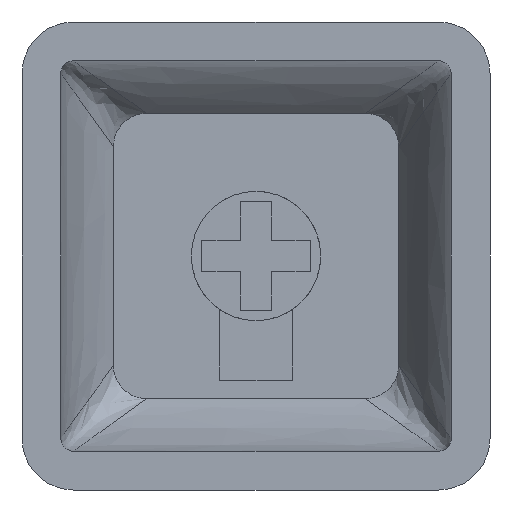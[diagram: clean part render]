
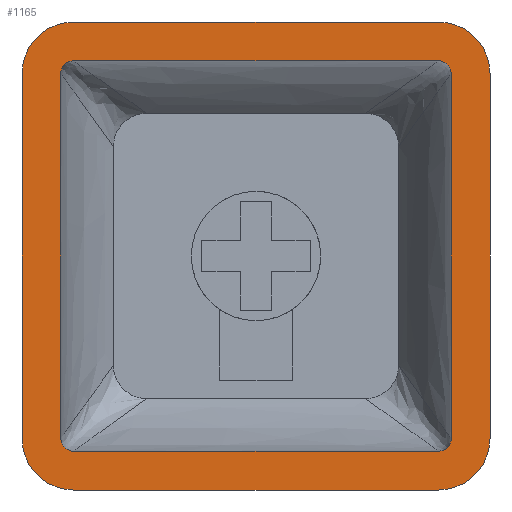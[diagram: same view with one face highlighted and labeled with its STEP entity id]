
A CAD part, front view. The second image highlights one B-rep face of the part: STEP entity #1165.
In plain terms, the highlighted planar face has unit normal (0, -1, 0).
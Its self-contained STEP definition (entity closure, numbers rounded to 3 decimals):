
#18=CIRCLE('',#1237,2.);
#19=CIRCLE('',#1238,2.);
#20=CIRCLE('',#1239,2.);
#21=CIRCLE('',#1240,2.);
#47=FACE_BOUND('',#170,.T.);
#60=B_SPLINE_CURVE_WITH_KNOTS('',3,(#1770,#1771,#1772,#1773,#1774,#1775,
#1776,#1777,#1778,#1779),.UNSPECIFIED.,.F.,.F.,(4,1,1,1,1,1,1,4),(0.,
0.143,0.286,0.429,0.571,
0.714,0.857,1.),.UNSPECIFIED.);
#63=B_SPLINE_CURVE_WITH_KNOTS('',3,(#1819,#1820,#1821,#1822,#1823,#1824,
#1825),.UNSPECIFIED.,.F.,.F.,(4,1,1,1,4),(0.,0.286,0.571,
0.857,1.),.UNSPECIFIED.);
#65=B_SPLINE_CURVE_WITH_KNOTS('',3,(#1887,#1888,#1889,#1890,#1891,#1892,
#1893,#1894,#1895),.UNSPECIFIED.,.F.,.F.,(4,1,1,1,1,1,4),(0.,
0.214,0.429,0.571,0.714,
0.857,1.),.UNSPECIFIED.);
#67=B_SPLINE_CURVE_WITH_KNOTS('',3,(#1929,#1930,#1931,#1932,#1933,#1934,
#1935),.UNSPECIFIED.,.F.,.F.,(4,1,1,1,4),(0.,0.286,0.571,
0.857,1.),.UNSPECIFIED.);
#69=B_SPLINE_CURVE_WITH_KNOTS('',3,(#2003,#2004,#2005,#2006,#2007,#2008,
#2009,#2010,#2011,#2012),.UNSPECIFIED.,.F.,.F.,(4,1,1,1,1,1,1,4),(0.,
0.143,0.286,0.429,0.571,
0.714,0.857,1.),.UNSPECIFIED.);
#71=B_SPLINE_CURVE_WITH_KNOTS('',3,(#2046,#2047,#2048,#2049,#2050,#2051,
#2052),.UNSPECIFIED.,.F.,.F.,(4,1,1,1,4),(0.,0.286,0.571,
0.857,1.),.UNSPECIFIED.);
#73=B_SPLINE_CURVE_WITH_KNOTS('',3,(#2114,#2115,#2116,#2117,#2118,#2119,
#2120,#2121,#2122),.UNSPECIFIED.,.F.,.F.,(4,1,1,1,1,1,4),(0.,
0.214,0.429,0.571,0.714,
0.857,1.),.UNSPECIFIED.);
#74=B_SPLINE_CURVE_WITH_KNOTS('',3,(#2151,#2152,#2153,#2154,#2155,#2156,
#2157),.UNSPECIFIED.,.F.,.F.,(4,1,1,1,4),(0.,0.286,0.571,
0.857,1.),.UNSPECIFIED.);
#104=FACE_OUTER_BOUND('',#169,.T.);
#169=EDGE_LOOP('',(#855,#856,#857,#858,#859,#860,#861,#862));
#170=EDGE_LOOP('',(#863,#864,#865,#866,#867,#868,#869,#870));
#252=LINE('',#2163,#379);
#253=LINE('',#2167,#380);
#254=LINE('',#2171,#381);
#255=LINE('',#2174,#382);
#379=VECTOR('',#1351,10.);
#380=VECTOR('',#1354,10.);
#381=VECTOR('',#1357,10.);
#382=VECTOR('',#1360,10.);
#502=VERTEX_POINT('',#1762);
#503=VERTEX_POINT('',#1769);
#504=VERTEX_POINT('',#1814);
#505=VERTEX_POINT('',#1880);
#506=VERTEX_POINT('',#1924);
#507=VERTEX_POINT('',#1996);
#508=VERTEX_POINT('',#2041);
#509=VERTEX_POINT('',#2107);
#510=VERTEX_POINT('',#2159);
#511=VERTEX_POINT('',#2160);
#512=VERTEX_POINT('',#2162);
#513=VERTEX_POINT('',#2164);
#514=VERTEX_POINT('',#2166);
#515=VERTEX_POINT('',#2168);
#516=VERTEX_POINT('',#2170);
#517=VERTEX_POINT('',#2172);
#629=EDGE_CURVE('',#503,#502,#60,.T.);
#632=EDGE_CURVE('',#502,#504,#63,.T.);
#634=EDGE_CURVE('',#504,#505,#65,.T.);
#636=EDGE_CURVE('',#505,#506,#67,.T.);
#638=EDGE_CURVE('',#506,#507,#69,.T.);
#640=EDGE_CURVE('',#507,#508,#71,.T.);
#642=EDGE_CURVE('',#508,#509,#73,.T.);
#643=EDGE_CURVE('',#509,#503,#74,.T.);
#644=EDGE_CURVE('',#510,#511,#18,.T.);
#645=EDGE_CURVE('',#512,#510,#252,.T.);
#646=EDGE_CURVE('',#513,#512,#19,.T.);
#647=EDGE_CURVE('',#514,#513,#253,.T.);
#648=EDGE_CURVE('',#515,#514,#20,.T.);
#649=EDGE_CURVE('',#516,#515,#254,.T.);
#650=EDGE_CURVE('',#517,#516,#21,.T.);
#651=EDGE_CURVE('',#511,#517,#255,.T.);
#855=ORIENTED_EDGE('',*,*,#644,.F.);
#856=ORIENTED_EDGE('',*,*,#645,.F.);
#857=ORIENTED_EDGE('',*,*,#646,.F.);
#858=ORIENTED_EDGE('',*,*,#647,.F.);
#859=ORIENTED_EDGE('',*,*,#648,.F.);
#860=ORIENTED_EDGE('',*,*,#649,.F.);
#861=ORIENTED_EDGE('',*,*,#650,.F.);
#862=ORIENTED_EDGE('',*,*,#651,.F.);
#863=ORIENTED_EDGE('',*,*,#629,.T.);
#864=ORIENTED_EDGE('',*,*,#632,.T.);
#865=ORIENTED_EDGE('',*,*,#634,.T.);
#866=ORIENTED_EDGE('',*,*,#636,.T.);
#867=ORIENTED_EDGE('',*,*,#638,.T.);
#868=ORIENTED_EDGE('',*,*,#640,.T.);
#869=ORIENTED_EDGE('',*,*,#642,.T.);
#870=ORIENTED_EDGE('',*,*,#643,.T.);
#1110=PLANE('',#1236);
#1165=ADVANCED_FACE('',(#104,#47),#1110,.F.);
#1236=AXIS2_PLACEMENT_3D('',#2158,#1347,#1348);
#1237=AXIS2_PLACEMENT_3D('',#2161,#1349,#1350);
#1238=AXIS2_PLACEMENT_3D('',#2165,#1352,#1353);
#1239=AXIS2_PLACEMENT_3D('',#2169,#1355,#1356);
#1240=AXIS2_PLACEMENT_3D('',#2173,#1358,#1359);
#1347=DIRECTION('center_axis',(0.,1.,0.));
#1348=DIRECTION('ref_axis',(0.,0.,1.));
#1349=DIRECTION('center_axis',(0.,1.,0.));
#1350=DIRECTION('ref_axis',(0.,0.,1.));
#1351=DIRECTION('',(1.,0.,0.));
#1352=DIRECTION('center_axis',(0.,1.,0.));
#1353=DIRECTION('ref_axis',(-1.,0.,0.));
#1354=DIRECTION('',(0.,0.,1.));
#1355=DIRECTION('center_axis',(0.,1.,0.));
#1356=DIRECTION('ref_axis',(0.,0.,-1.));
#1357=DIRECTION('',(-1.,0.,0.));
#1358=DIRECTION('center_axis',(0.,1.,0.));
#1359=DIRECTION('ref_axis',(1.,0.,0.));
#1360=DIRECTION('',(0.,0.,-1.));
#1762=CARTESIAN_POINT('',(16.6,0.,16.1));
#1769=CARTESIAN_POINT('',(16.1,0.,16.6));
#1770=CARTESIAN_POINT('Ctrl Pts',(16.1,0.,16.6));
#1771=CARTESIAN_POINT('Ctrl Pts',(16.137,0.,16.6));
#1772=CARTESIAN_POINT('Ctrl Pts',(16.212,0.,16.592));
#1773=CARTESIAN_POINT('Ctrl Pts',(16.319,0.,16.554));
#1774=CARTESIAN_POINT('Ctrl Pts',(16.414,0.,16.494));
#1775=CARTESIAN_POINT('Ctrl Pts',(16.494,0.,16.414));
#1776=CARTESIAN_POINT('Ctrl Pts',(16.554,0.,16.319));
#1777=CARTESIAN_POINT('Ctrl Pts',(16.592,0.,16.212));
#1778=CARTESIAN_POINT('Ctrl Pts',(16.6,0.,16.137));
#1779=CARTESIAN_POINT('Ctrl Pts',(16.6,0.,16.1));
#1814=CARTESIAN_POINT('',(16.6,0.,2.));
#1819=CARTESIAN_POINT('Ctrl Pts',(16.6,0.,16.1));
#1820=CARTESIAN_POINT('Ctrl Pts',(16.6,0.,15.801));
#1821=CARTESIAN_POINT('Ctrl Pts',(16.6,0.,13.413));
#1822=CARTESIAN_POINT('Ctrl Pts',(16.6,0.,7.532));
#1823=CARTESIAN_POINT('Ctrl Pts',(16.6,0.,3.269));
#1824=CARTESIAN_POINT('Ctrl Pts',(16.6,0.,2.15));
#1825=CARTESIAN_POINT('Ctrl Pts',(16.6,0.,2.));
#1880=CARTESIAN_POINT('',(16.1,0.,1.5));
#1887=CARTESIAN_POINT('Ctrl Pts',(16.6,0.,2.));
#1888=CARTESIAN_POINT('Ctrl Pts',(16.6,0.,1.944));
#1889=CARTESIAN_POINT('Ctrl Pts',(16.581,0.,1.832));
#1890=CARTESIAN_POINT('Ctrl Pts',(16.508,0.,1.699));
#1891=CARTESIAN_POINT('Ctrl Pts',(16.414,0.,1.606));
#1892=CARTESIAN_POINT('Ctrl Pts',(16.319,0.,1.546));
#1893=CARTESIAN_POINT('Ctrl Pts',(16.212,0.,1.508));
#1894=CARTESIAN_POINT('Ctrl Pts',(16.137,0.,1.5));
#1895=CARTESIAN_POINT('Ctrl Pts',(16.1,0.,1.5));
#1924=CARTESIAN_POINT('',(2.,0.,1.5));
#1929=CARTESIAN_POINT('Ctrl Pts',(16.1,0.,1.5));
#1930=CARTESIAN_POINT('Ctrl Pts',(15.801,0.,1.5));
#1931=CARTESIAN_POINT('Ctrl Pts',(13.413,0.,1.5));
#1932=CARTESIAN_POINT('Ctrl Pts',(7.532,0.,1.5));
#1933=CARTESIAN_POINT('Ctrl Pts',(3.269,0.,1.5));
#1934=CARTESIAN_POINT('Ctrl Pts',(2.15,0.,1.5));
#1935=CARTESIAN_POINT('Ctrl Pts',(2.,0.,1.5));
#1996=CARTESIAN_POINT('',(1.5,0.,2.));
#2003=CARTESIAN_POINT('Ctrl Pts',(2.,0.,1.5));
#2004=CARTESIAN_POINT('Ctrl Pts',(1.963,0.,1.5));
#2005=CARTESIAN_POINT('Ctrl Pts',(1.888,0.,1.508));
#2006=CARTESIAN_POINT('Ctrl Pts',(1.781,0.,1.546));
#2007=CARTESIAN_POINT('Ctrl Pts',(1.686,0.,1.606));
#2008=CARTESIAN_POINT('Ctrl Pts',(1.606,0.,1.686));
#2009=CARTESIAN_POINT('Ctrl Pts',(1.546,0.,1.781));
#2010=CARTESIAN_POINT('Ctrl Pts',(1.508,0.,1.888));
#2011=CARTESIAN_POINT('Ctrl Pts',(1.5,0.,1.963));
#2012=CARTESIAN_POINT('Ctrl Pts',(1.5,0.,2.));
#2041=CARTESIAN_POINT('',(1.5,0.,16.1));
#2046=CARTESIAN_POINT('Ctrl Pts',(1.5,0.,2.));
#2047=CARTESIAN_POINT('Ctrl Pts',(1.5,0.,2.299));
#2048=CARTESIAN_POINT('Ctrl Pts',(1.5,0.,4.687));
#2049=CARTESIAN_POINT('Ctrl Pts',(1.5,0.,10.568));
#2050=CARTESIAN_POINT('Ctrl Pts',(1.5,0.,14.831));
#2051=CARTESIAN_POINT('Ctrl Pts',(1.5,0.,15.95));
#2052=CARTESIAN_POINT('Ctrl Pts',(1.5,0.,16.1));
#2107=CARTESIAN_POINT('',(2.,0.,16.6));
#2114=CARTESIAN_POINT('Ctrl Pts',(1.5,0.,16.1));
#2115=CARTESIAN_POINT('Ctrl Pts',(1.5,0.,16.156));
#2116=CARTESIAN_POINT('Ctrl Pts',(1.519,0.,16.268));
#2117=CARTESIAN_POINT('Ctrl Pts',(1.592,0.,16.401));
#2118=CARTESIAN_POINT('Ctrl Pts',(1.686,0.,16.494));
#2119=CARTESIAN_POINT('Ctrl Pts',(1.781,0.,16.554));
#2120=CARTESIAN_POINT('Ctrl Pts',(1.888,0.,16.592));
#2121=CARTESIAN_POINT('Ctrl Pts',(1.963,0.,16.6));
#2122=CARTESIAN_POINT('Ctrl Pts',(2.,0.,16.6));
#2151=CARTESIAN_POINT('Ctrl Pts',(2.,0.,16.6));
#2152=CARTESIAN_POINT('Ctrl Pts',(2.299,0.,16.6));
#2153=CARTESIAN_POINT('Ctrl Pts',(4.687,0.,16.6));
#2154=CARTESIAN_POINT('Ctrl Pts',(10.568,0.,16.6));
#2155=CARTESIAN_POINT('Ctrl Pts',(14.831,0.,16.6));
#2156=CARTESIAN_POINT('Ctrl Pts',(15.95,0.,16.6));
#2157=CARTESIAN_POINT('Ctrl Pts',(16.1,0.,16.6));
#2158=CARTESIAN_POINT('Origin',(9.05,0.,9.05));
#2159=CARTESIAN_POINT('',(16.1,0.,18.1));
#2160=CARTESIAN_POINT('',(18.1,0.,16.1));
#2161=CARTESIAN_POINT('Origin',(16.1,0.,16.1));
#2162=CARTESIAN_POINT('',(2.,0.,18.1));
#2163=CARTESIAN_POINT('',(16.1,0.,18.1));
#2164=CARTESIAN_POINT('',(0.,0.,16.1));
#2165=CARTESIAN_POINT('Origin',(2.,0.,16.1));
#2166=CARTESIAN_POINT('',(0.,0.,2.));
#2167=CARTESIAN_POINT('',(0.,0.,16.1));
#2168=CARTESIAN_POINT('',(2.,0.,0.));
#2169=CARTESIAN_POINT('Origin',(2.,0.,2.));
#2170=CARTESIAN_POINT('',(16.1,0.,0.));
#2171=CARTESIAN_POINT('',(2.,0.,0.));
#2172=CARTESIAN_POINT('',(18.1,0.,2.));
#2173=CARTESIAN_POINT('Origin',(16.1,0.,2.));
#2174=CARTESIAN_POINT('',(18.1,0.,2.));
